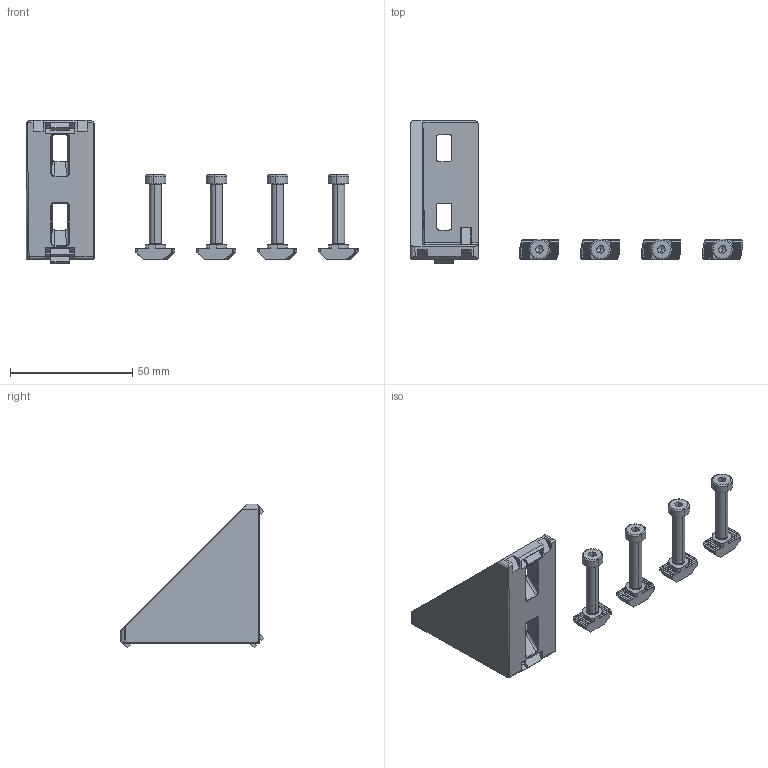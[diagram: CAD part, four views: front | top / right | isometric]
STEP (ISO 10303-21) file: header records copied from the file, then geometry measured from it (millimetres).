
FILE_DESCRIPTION (( 'STEP AP214' ), '1' );
FILE_NAME ('093w302n08s01.STEP', '2014-08-20T12:12:28', ( '' ), ( '' ), 'SwSTEP 2.0', 'SolidWorks 2014', '' );
FILE_SCHEMA (( 'AUTOMOTIVE_DESIGN' ));
Length unit declared in the file: millimetre
Products named in the file (4): 093w302n08s01; 096h08415_096 h08 6 15; socket head thin cap screw_din_DIN 7984 - M5 x 25 --- 25C; 093w302_093 w 302 n08
Assembly tree (9 placements, depth 2):
  093w302n08s01
    093w302_093 w 302 n08
    socket head thin cap screw_din_DIN 7984 - M5 x 25 --- 25C  x4
    096h08415_096 h08 6 15  x4
Bounding box: 136 x 58.89 x 58.89 mm (x, y, z)
Volume: 26101.8 mm3; surface area: 14976.4 mm2
Topology: 9 solids, 9 shells, 582 faces, 1542 edges, 978 vertices
Faces by surface type: plane 310, cylinder 199, bspline 30, cone 24, torus 19
Entity records: 9228 total; most frequent: CARTESIAN_POINT 2820, ORIENTED_EDGE 1416, DIRECTION 1163, EDGE_CURVE 708, VERTEX_POINT 447, LINE 419, VECTOR 419, AXIS2_PLACEMENT_3D 372
